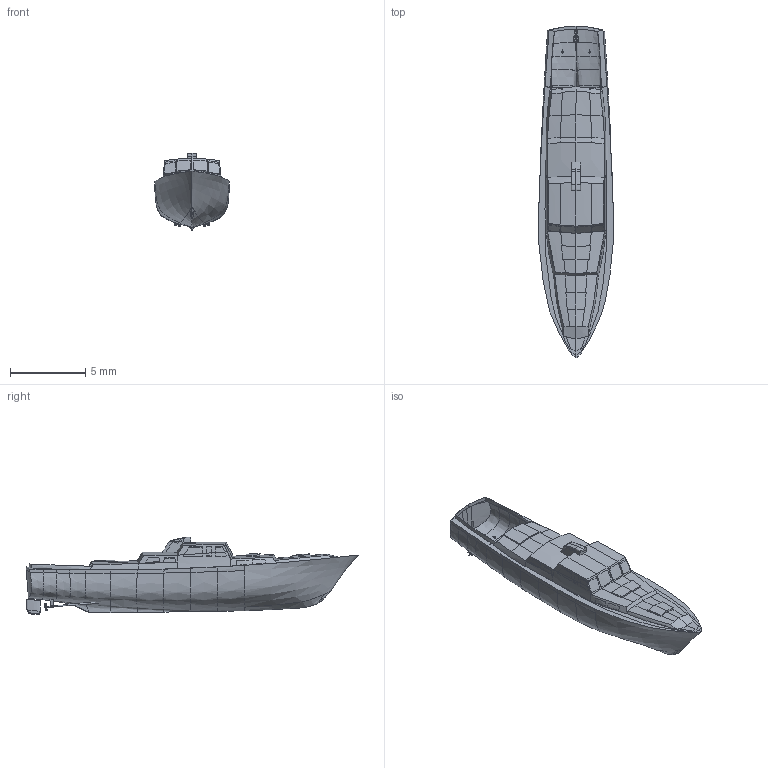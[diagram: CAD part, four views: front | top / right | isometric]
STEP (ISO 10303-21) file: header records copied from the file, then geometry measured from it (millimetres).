
FILE_DESCRIPTION(('FreeCAD Model'),'2;1');
FILE_NAME('Open CASCADE Shape Model','2025-05-05T18:51:58',('FreeCAD'),( 'FreeCAD'),'Open CASCADE STEP processor 7.6','FreeCAD','Unknown');
FILE_SCHEMA(('AUTOMOTIVE_DESIGN { 1 0 10303 214 1 1 1 1 }'));
Products named in the file (1): Open CASCADE STEP translator 7.6 1
Bounding box: 4.97 x 22.09 x 5.15 mm (x, y, z)
Volume: 0.1 mm3; surface area: 367.4 mm2
Topology: 24 solids, 562 shells, 972 faces, 3467 edges, 3044 vertices
Faces by surface type: bspline 972
Entity records: 82654 total; most frequent: CARTESIAN_POINT 63202, ORIENTED_EDGE 4437, EDGE_CURVE 3468, B_SPLINE_CURVE_WITH_KNOTS 3467, VERTEX_POINT 3046, FACE_BOUND 974, EDGE_LOOP 974, ADVANCED_FACE 972
